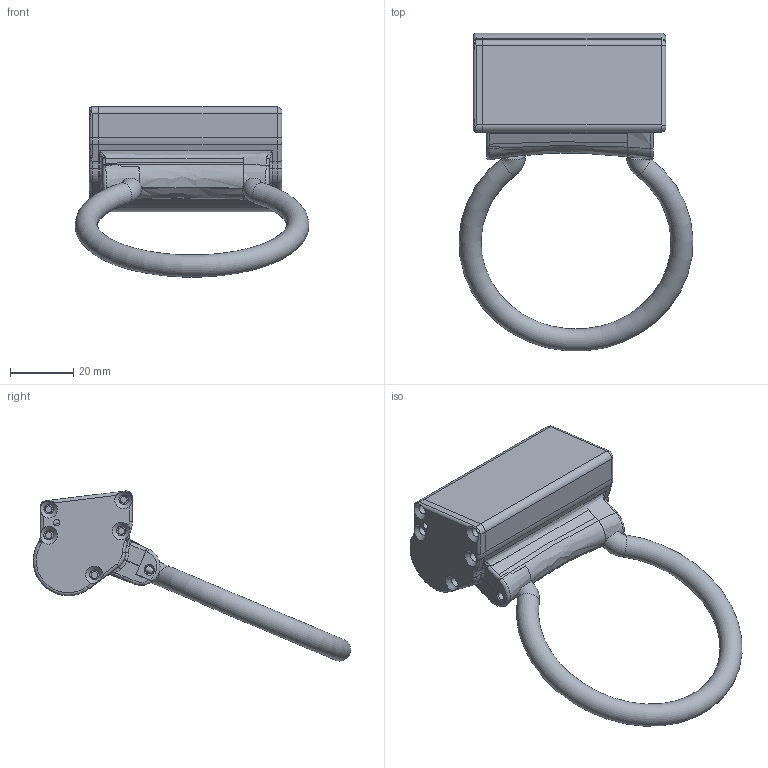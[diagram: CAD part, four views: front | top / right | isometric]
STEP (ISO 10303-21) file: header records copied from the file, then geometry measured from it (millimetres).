
FILE_DESCRIPTION(/* description */ (''),/* implementation_level */ '2;1');
FILE_NAME(/* name */ 'Spidermonkey) v60.step',/* time_stamp */ '2022-01-01T15:42:15+05:00',/* author */ (''),/* organization */ (''),/* preprocessor_version */ 'ST-DEVELOPER v18.1',/* originating_system */ 'Autodesk Translation Framework v10.10.0.1391',/* authorisation */ '');
FILE_SCHEMA (('AUTOMOTIVE_DESIGN { 1 0 10303 214 3 1 1 }'));
Length unit declared in the file: millimetre
Products named in the file (16): MC1.1(C/Spidermonkey); MediumCollar1 Type C (SpiderMonkey Chain); MediumCollar1 PCB v6; SW_SPST_REED_CT05-XXXX-J1; COMPOUND; BatteryHolder_Seiko_MS621F; SOLID (2); COMPOUND (1); Top Packages; Bottom Packages; AA Battery Dummy; Mini M10 Lock Motor; Rotor; Latch Sear; Shackle; Wire Collar
Assembly tree (15 placements, depth 5):
  MC1.1(C/Spidermonkey)
    MediumCollar1 Type C (SpiderMonkey Chain)
      MediumCollar1 PCB v6
        SW_SPST_REED_CT05-XXXX-J1
          COMPOUND
        BatteryHolder_Seiko_MS621F
          SOLID (2)
        COMPOUND (1)
        Top Packages
        Bottom Packages
      AA Battery Dummy
      Mini M10 Lock Motor
        Rotor
      Latch Sear
      Shackle
      Wire Collar
Bounding box: 73.95 x 100.38 x 53.74 mm (x, y, z)
Volume: 49497.3 mm3; surface area: 36252.3 mm2
Topology: 21 solids, 21 shells, 574 faces, 1492 edges, 964 vertices
Faces by surface type: plane 338, cylinder 118, cone 57, torus 31, bspline 30
Full cylindrical faces by diameter (mm): 0.5 x8, 1 x1, 1.2 x1, 1.65 x2, 2 x2, 2.07 x1, 2.1 x7, 2.6 x2, 3 x6, 3.25 x1, 5.304 x1, 5.44 x1, 5.5 x1, 6.8 x1, 7.08 x2, 10.05 x1, 11 x1, 14.5 x1
Entity records: 21002 total; most frequent: CARTESIAN_POINT 6428, ORIENTED_EDGE 2976, DIRECTION 2903, EDGE_CURVE 1488, AXIS2_PLACEMENT_3D 1016, VERTEX_POINT 964, LINE 871, VECTOR 871
